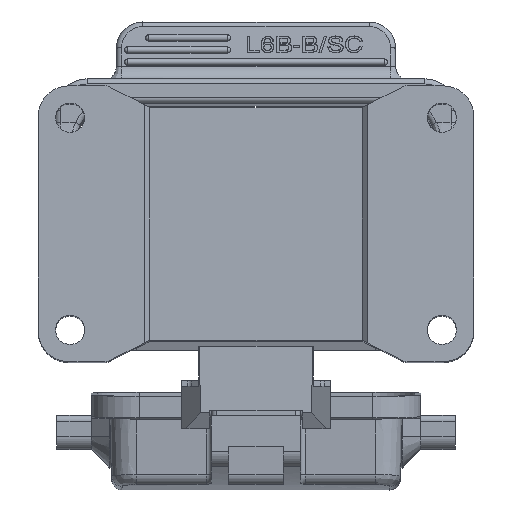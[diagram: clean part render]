
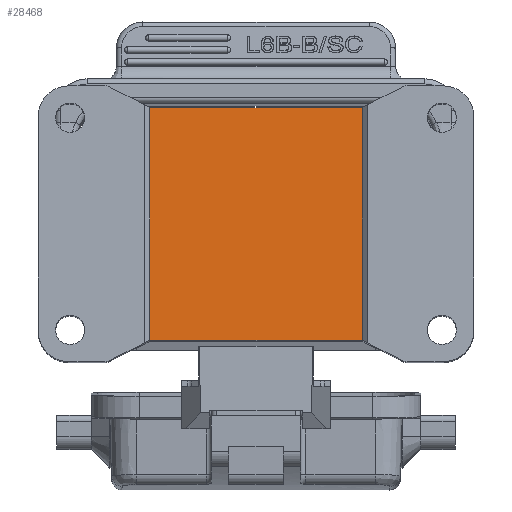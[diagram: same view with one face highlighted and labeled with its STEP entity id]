
A CAD part, front view. The second image highlights one B-rep face of the part: STEP entity #28468.
In plain terms, the highlighted planar face has unit normal (0, -0.999, 0.046).
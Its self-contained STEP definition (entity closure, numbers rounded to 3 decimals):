
#238=DIRECTION('',(1.,0.,0.));
#239=VECTOR('',#238,39.998);
#240=CARTESIAN_POINT('',(17.501,-27.985,-2.287));
#241=LINE('',#240,#239);
#5851=DIRECTION('',(-1.,0.,0.));
#5852=VECTOR('',#5851,39.998);
#5853=CARTESIAN_POINT('',(57.499,-25.972,41.555));
#5854=LINE('',#5853,#5852);
#6311=DIRECTION('',(0.,0.046,0.999));
#6312=VECTOR('',#6311,43.889);
#6313=CARTESIAN_POINT('',(57.499,-27.985,
-2.287));
#6314=LINE('',#6313,#6312);
#6329=DIRECTION('',(0.,0.046,0.999));
#6330=VECTOR('',#6329,43.889);
#6331=CARTESIAN_POINT('',(17.501,-27.985,
-2.287));
#6332=LINE('',#6331,#6330);
#18101=CARTESIAN_POINT('',(57.499,-25.972,
41.555));
#18102=VERTEX_POINT('',#18101);
#18103=CARTESIAN_POINT('',(17.501,-25.972,
41.555));
#18104=VERTEX_POINT('',#18103);
#18198=CARTESIAN_POINT('',(57.499,-27.985,
-2.287));
#18199=VERTEX_POINT('',#18198);
#18228=CARTESIAN_POINT('',(17.501,-27.985,
-2.287));
#18229=VERTEX_POINT('',#18228);
#28456=CARTESIAN_POINT('',(37.5,-26.979,
19.634));
#28457=DIRECTION('',(0.,0.999,-0.046));
#28458=DIRECTION('',(0.,-0.046,-0.999));
#28459=AXIS2_PLACEMENT_3D('',#28456,#28457,#28458);
#28460=PLANE('',#28459);
#28461=ORIENTED_EDGE('',*,*,#28447,.F.);
#28462=ORIENTED_EDGE('',*,*,#20711,.F.);
#28464=ORIENTED_EDGE('',*,*,#28463,.T.);
#28465=ORIENTED_EDGE('',*,*,#27685,.F.);
#28466=EDGE_LOOP('',(#28461,#28462,#28464,#28465));
#28467=FACE_OUTER_BOUND('',#28466,.F.);
#20711=EDGE_CURVE('',#18229,#18199,#241,.T.);
#27685=EDGE_CURVE('',#18102,#18104,#5854,.T.);
#28447=EDGE_CURVE('',#18199,#18102,#6314,.T.);
#28463=EDGE_CURVE('',#18229,#18104,#6332,.T.);
#28468=ADVANCED_FACE('',(#28467),#28460,.F.);
